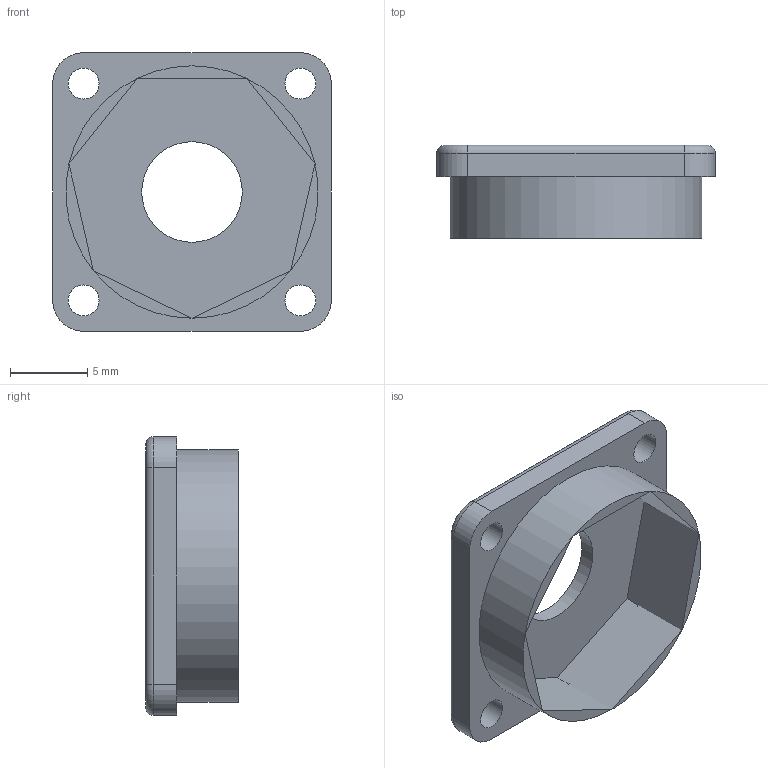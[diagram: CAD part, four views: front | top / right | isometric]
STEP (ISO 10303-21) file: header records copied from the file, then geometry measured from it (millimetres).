
FILE_DESCRIPTION(('FreeCAD Model'),'2;1');
FILE_NAME('Open CASCADE Shape Model','2025-06-16T02:44:24',(''),(''), 'Open CASCADE STEP processor 7.8','FreeCAD','Unknown');
FILE_SCHEMA(('AUTOMOTIVE_DESIGN { 1 0 10303 214 1 1 1 1 }'));
Length unit declared in the file: millimetre
Products named in the file (1): AntennaSide1
Bounding box: 18 x 6 x 18 mm (x, y, z)
Volume: 505.1 mm3; surface area: 1195 mm2
Topology: 1 solids, 1 shells, 39 faces, 98 edges, 55 vertices
Faces by surface type: plane 21, cylinder 14, torus 4
Full cylindrical faces by diameter (mm): 2 x4, 6.5 x1, 16.3 x1
Entity records: 1203 total; most frequent: DIRECTION 221, ORIENTED_EDGE 196, CARTESIAN_POINT 194, EDGE_CURVE 98, AXIS2_PLACEMENT_3D 84, VERTEX_POINT 55, LINE 53, VECTOR 53
